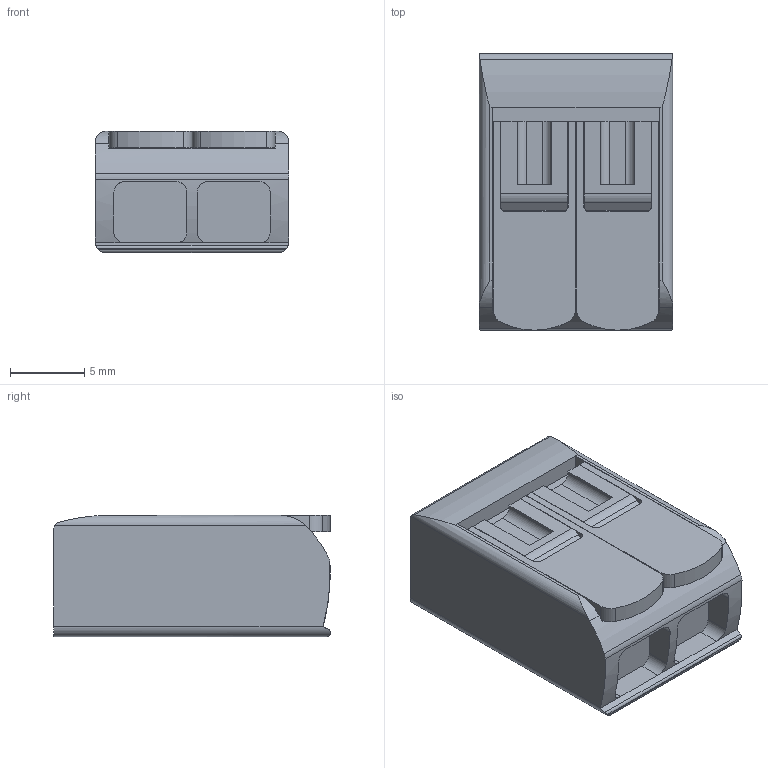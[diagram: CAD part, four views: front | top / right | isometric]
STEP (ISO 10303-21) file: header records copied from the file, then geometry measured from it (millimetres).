
FILE_DESCRIPTION(/* description */ (''),/* implementation_level */ '2;1');
FILE_NAME(/* name */ 'WAGO 221-2_v2.step',/* time_stamp */ '2023-05-23T22:31:31-06:00',/* author */ (''),/* organization */ (''),/* preprocessor_version */ 'ST-DEVELOPER v19.2',/* originating_system */ 'Autodesk Translation Framework v12.4.0.73',/* authorisation */ '');
FILE_SCHEMA (('AUTOMOTIVE_DESIGN { 1 0 10303 214 3 1 1 }'));
Length unit declared in the file: millimetre
Products named in the file (1): WAGO 221-2
Bounding box: 13 x 18.6 x 8.15 mm (x, y, z)
Volume: 1819.2 mm3; surface area: 1268 mm2
Topology: 1 solids, 1 shells, 99 faces, 285 edges, 188 vertices
Faces by surface type: plane 60, cylinder 39
Entity records: 3434 total; most frequent: CARTESIAN_POINT 715, ORIENTED_EDGE 570, DIRECTION 549, EDGE_CURVE 285, VERTEX_POINT 188, LINE 185, VECTOR 185, AXIS2_PLACEMENT_3D 182
